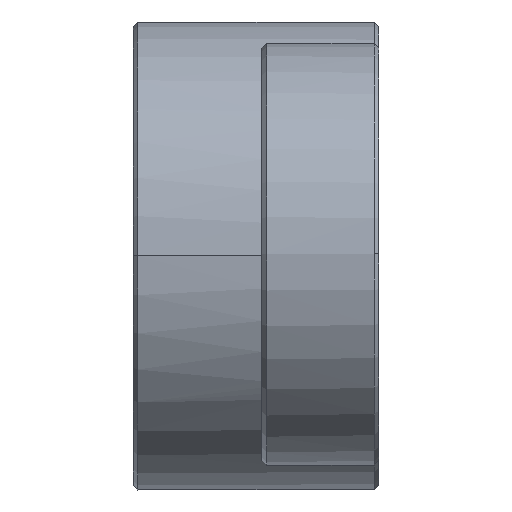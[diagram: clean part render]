
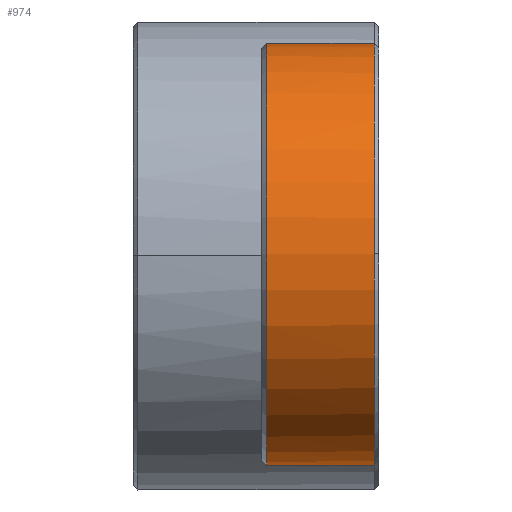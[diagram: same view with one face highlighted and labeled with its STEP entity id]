
A CAD part, top view. The second image highlights one B-rep face of the part: STEP entity #974.
In plain terms, the highlighted cylindrical face has radius 9 mm (diameter 18 mm), a partial arc.
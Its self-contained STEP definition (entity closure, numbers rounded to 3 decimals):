
#254 = VERTEX_POINT('',#255);
#255 = CARTESIAN_POINT('',(4.8,0.,52.));
#261 = EDGE_CURVE('',#254,#262,#264,.T.);
#262 = VERTEX_POINT('',#263);
#263 = CARTESIAN_POINT('',(4.8,-6.,36.292
    ));
#264 = CIRCLE('',#265,9.);
#265 = AXIS2_PLACEMENT_3D('',#266,#267,#268);
#266 = CARTESIAN_POINT('',(4.8,0.,43.));
#267 = DIRECTION('',(1.,-0.,0.));
#268 = DIRECTION('',(0.,0.,-1.));
#286 = VERTEX_POINT('',#287);
#287 = CARTESIAN_POINT('',(4.8,6.,36.292
    ));
#292 = EDGE_CURVE('',#286,#254,#293,.T.);
#293 = CIRCLE('',#294,9.);
#294 = AXIS2_PLACEMENT_3D('',#295,#296,#297);
#295 = CARTESIAN_POINT('',(4.8,0.,43.));
#296 = DIRECTION('',(1.,0.,0.));
#297 = DIRECTION('',(0.,0.,-1.));
#974 = ADVANCED_FACE('',(#975),#1020,.T.);
#975 = FACE_BOUND('',#976,.T.);
#976 = EDGE_LOOP('',(#977,#978,#986,#995,#1004,#1013,#1019));
#977 = ORIENTED_EDGE('',*,*,#292,.F.);
#978 = ORIENTED_EDGE('',*,*,#979,.T.);
#979 = EDGE_CURVE('',#286,#980,#982,.T.);
#980 = VERTEX_POINT('',#981);
#981 = CARTESIAN_POINT('',(0.2,6.,36.292));
#982 = LINE('',#983,#984);
#983 = CARTESIAN_POINT('',(0.,6.,36.292));
#984 = VECTOR('',#985,1.);
#985 = DIRECTION('',(-1.,-0.,-0.));
#986 = ORIENTED_EDGE('',*,*,#987,.T.);
#987 = EDGE_CURVE('',#980,#988,#990,.T.);
#988 = VERTEX_POINT('',#989);
#989 = CARTESIAN_POINT('',(0.2,9.,43.));
#990 = CIRCLE('',#991,9.);
#991 = AXIS2_PLACEMENT_3D('',#992,#993,#994);
#992 = CARTESIAN_POINT('',(0.2,0.,43.));
#993 = DIRECTION('',(1.,-0.,0.));
#994 = DIRECTION('',(0.,0.,-1.));
#995 = ORIENTED_EDGE('',*,*,#996,.T.);
#996 = EDGE_CURVE('',#988,#997,#999,.T.);
#997 = VERTEX_POINT('',#998);
#998 = CARTESIAN_POINT('',(0.2,-9.,43.));
#999 = CIRCLE('',#1000,9.);
#1000 = AXIS2_PLACEMENT_3D('',#1001,#1002,#1003);
#1001 = CARTESIAN_POINT('',(0.2,0.,43.));
#1002 = DIRECTION('',(1.,-0.,0.));
#1003 = DIRECTION('',(0.,0.,-1.));
#1004 = ORIENTED_EDGE('',*,*,#1005,.T.);
#1005 = EDGE_CURVE('',#997,#1006,#1008,.T.);
#1006 = VERTEX_POINT('',#1007);
#1007 = CARTESIAN_POINT('',(0.2,-6.,
    36.292));
#1008 = CIRCLE('',#1009,9.);
#1009 = AXIS2_PLACEMENT_3D('',#1010,#1011,#1012);
#1010 = CARTESIAN_POINT('',(0.2,0.,43.));
#1011 = DIRECTION('',(1.,-0.,0.));
#1012 = DIRECTION('',(0.,0.,-1.));
#1013 = ORIENTED_EDGE('',*,*,#1014,.T.);
#1014 = EDGE_CURVE('',#1006,#262,#1015,.T.);
#1015 = LINE('',#1016,#1017);
#1016 = CARTESIAN_POINT('',(0.,-6.,36.292));
#1017 = VECTOR('',#1018,1.);
#1018 = DIRECTION('',(1.,0.,0.));
#1019 = ORIENTED_EDGE('',*,*,#261,.F.);
#1020 = CYLINDRICAL_SURFACE('',#1021,9.);
#1021 = AXIS2_PLACEMENT_3D('',#1022,#1023,#1024);
#1022 = CARTESIAN_POINT('',(0.,0.,43.));
#1023 = DIRECTION('',(1.,0.,0.));
#1024 = DIRECTION('',(0.,0.,-1.));
